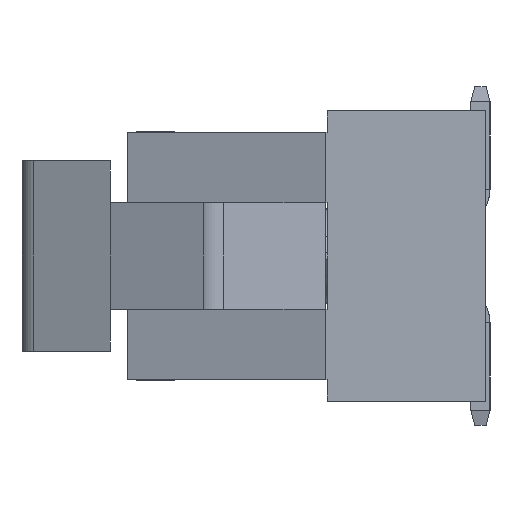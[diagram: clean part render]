
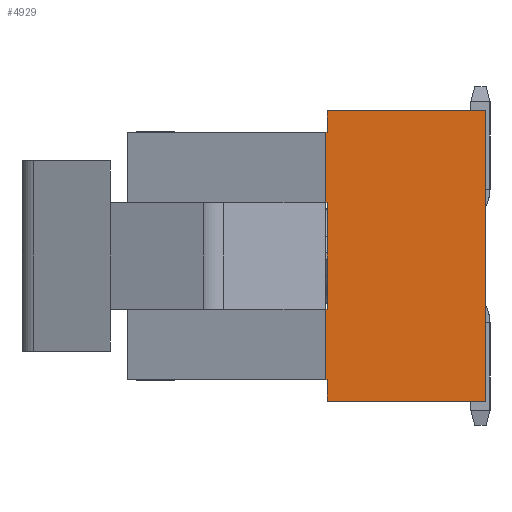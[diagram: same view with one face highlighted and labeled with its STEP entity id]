
A CAD part, left-side view. The second image highlights one B-rep face of the part: STEP entity #4929.
In plain terms, the highlighted planar face has unit normal (-1, 0, 0).
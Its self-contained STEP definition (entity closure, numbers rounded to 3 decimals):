
#3199=CARTESIAN_POINT('',(-18.9,-0.33,1.4));
#3200=VERTEX_POINT('',#3199);
#3207=CARTESIAN_POINT('',(-18.9,-0.28,1.4));
#3208=VERTEX_POINT('',#3207);
#3209=CARTESIAN_POINT('',(-18.9,-0.28,1.4));
#3210=DIRECTION('',(0.,-1.,0.));
#3211=VECTOR('',#3210,0.05);
#3212=LINE('',#3209,#3211);
#3213=EDGE_CURVE('',#3208,#3200,#3212,.T.);
#3239=CARTESIAN_POINT('',(-18.9,-0.33,-1.4));
#3240=VERTEX_POINT('',#3239);
#3241=CARTESIAN_POINT('',(-18.9,-0.28,-1.4));
#3242=VERTEX_POINT('',#3241);
#3243=CARTESIAN_POINT('',(-18.9,-0.33,-1.4));
#3244=DIRECTION('',(0.,1.,0.));
#3245=VECTOR('',#3244,0.05);
#3246=LINE('',#3243,#3245);
#3247=EDGE_CURVE('',#3240,#3242,#3246,.T.);
#4701=CARTESIAN_POINT('',(-18.9,-4.48,3.81));
#4702=VERTEX_POINT('',#4701);
#4709=CARTESIAN_POINT('',(-18.9,-4.48,-3.81));
#4710=VERTEX_POINT('',#4709);
#4711=CARTESIAN_POINT('',(-18.9,-4.48,3.81));
#4712=DIRECTION('',(0.,0.,-1.));
#4713=VECTOR('',#4712,7.62);
#4714=LINE('',#4711,#4713);
#4715=EDGE_CURVE('',#4702,#4710,#4714,.T.);
#4847=CARTESIAN_POINT('',(-18.9,-0.33,-1.4));
#4848=DIRECTION('',(0.,0.,1.));
#4849=VECTOR('',#4848,2.8);
#4850=LINE('',#4847,#4849);
#4851=EDGE_CURVE('',#3240,#3200,#4850,.T.);
#4858=CARTESIAN_POINT('',(-18.9,-0.28,-3.25));
#4859=DIRECTION('',(0.,-1.,0.));
#4860=DIRECTION('',(-1.,0.,0.));
#4861=AXIS2_PLACEMENT_3D('',#4858,#4860,#4859);
#4862=PLANE('',#4861);
#4863=CARTESIAN_POINT('',(-18.9,-0.28,-3.25));
#4864=VERTEX_POINT('',#4863);
#4865=CARTESIAN_POINT('',(-18.9,-0.28,-1.4));
#4866=DIRECTION('',(0.,0.,-1.));
#4867=VECTOR('',#4866,1.85);
#4868=LINE('',#4865,#4867);
#4869=EDGE_CURVE('',#3242,#4864,#4868,.T.);
#4870=ORIENTED_EDGE('',*,*,#4869,.T.);
#4871=CARTESIAN_POINT('',(-18.9,-0.33,-3.25));
#4872=VERTEX_POINT('',#4871);
#4873=CARTESIAN_POINT('',(-18.9,-0.28,-3.25));
#4874=DIRECTION('',(0.,-1.,0.));
#4875=VECTOR('',#4874,0.05);
#4876=LINE('',#4873,#4875);
#4877=EDGE_CURVE('',#4864,#4872,#4876,.T.);
#4878=ORIENTED_EDGE('',*,*,#4877,.T.);
#4879=CARTESIAN_POINT('',(-18.9,-0.33,-3.81));
#4880=VERTEX_POINT('',#4879);
#4881=CARTESIAN_POINT('',(-18.9,-0.33,-3.81));
#4882=DIRECTION('',(0.,0.,1.));
#4883=VECTOR('',#4882,0.56);
#4884=LINE('',#4881,#4883);
#4885=EDGE_CURVE('',#4880,#4872,#4884,.T.);
#4886=ORIENTED_EDGE('',*,*,#4885,.F.);
#4887=CARTESIAN_POINT('',(-18.9,-0.33,-3.81));
#4888=DIRECTION('',(0.,-1.,0.));
#4889=VECTOR('',#4888,4.15);
#4890=LINE('',#4887,#4889);
#4891=EDGE_CURVE('',#4880,#4710,#4890,.T.);
#4892=ORIENTED_EDGE('',*,*,#4891,.T.);
#4893=ORIENTED_EDGE('',*,*,#4715,.F.);
#4894=CARTESIAN_POINT('',(-18.9,-0.33,3.81));
#4895=VERTEX_POINT('',#4894);
#4896=CARTESIAN_POINT('',(-18.9,-4.48,3.81));
#4897=DIRECTION('',(0.,1.,0.));
#4898=VECTOR('',#4897,4.15);
#4899=LINE('',#4896,#4898);
#4900=EDGE_CURVE('',#4702,#4895,#4899,.T.);
#4901=ORIENTED_EDGE('',*,*,#4900,.T.);
#4902=CARTESIAN_POINT('',(-18.9,-0.33,3.25));
#4903=VERTEX_POINT('',#4902);
#4904=CARTESIAN_POINT('',(-18.9,-0.33,3.81));
#4905=DIRECTION('',(0.,0.,-1.));
#4906=VECTOR('',#4905,0.56);
#4907=LINE('',#4904,#4906);
#4908=EDGE_CURVE('',#4895,#4903,#4907,.T.);
#4909=ORIENTED_EDGE('',*,*,#4908,.T.);
#4910=CARTESIAN_POINT('',(-18.9,-0.28,3.25));
#4911=VERTEX_POINT('',#4910);
#4912=CARTESIAN_POINT('',(-18.9,-0.33,3.25));
#4913=DIRECTION('',(0.,1.,0.));
#4914=VECTOR('',#4913,0.05);
#4915=LINE('',#4912,#4914);
#4916=EDGE_CURVE('',#4903,#4911,#4915,.T.);
#4917=ORIENTED_EDGE('',*,*,#4916,.T.);
#4918=CARTESIAN_POINT('',(-18.9,-0.28,3.25));
#4919=DIRECTION('',(0.,0.,-1.));
#4920=VECTOR('',#4919,1.85);
#4921=LINE('',#4918,#4920);
#4922=EDGE_CURVE('',#4911,#3208,#4921,.T.);
#4923=ORIENTED_EDGE('',*,*,#4922,.T.);
#4924=ORIENTED_EDGE('',*,*,#3213,.T.);
#4925=ORIENTED_EDGE('',*,*,#4851,.F.);
#4926=ORIENTED_EDGE('',*,*,#3247,.T.);
#4927=EDGE_LOOP('',(#4870,#4878,#4886,#4892,#4893,#4901,#4909,#4917,#4923,#4924,#4925,#4926));
#4928=FACE_OUTER_BOUND('',#4927,.T.);
#4929=ADVANCED_FACE('',(#4928),#4862,.T.);
